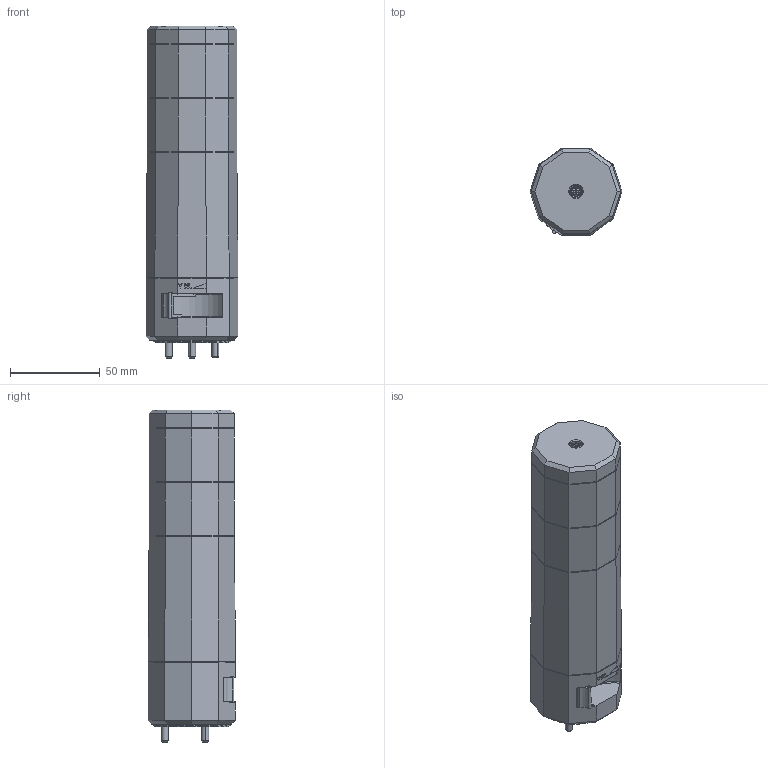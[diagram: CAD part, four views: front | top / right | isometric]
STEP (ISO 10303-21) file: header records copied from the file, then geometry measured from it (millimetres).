
FILE_DESCRIPTION((''),'2;1');
FILE_NAME('NLA50DC-2B6DZ SERIES.stp','2023-12-26T13:28:55',(''),(''),'Mechanical Desktop 2011','Mechanical Desktop 2011',', , ');
FILE_SCHEMA(('CONFIG_CONTROL_DESIGN'));
Length unit declared in the file: millimetre
Products named in the file (1): Product
Bounding box: 51.22 x 49.01 x 185 mm (x, y, z)
Volume: 315830.3 mm3; surface area: 56763.2 mm2
Topology: 21 solids, 21 shells, 632 faces, 1573 edges, 1009 vertices
Faces by surface type: plane 391, cylinder 120, bspline 71, cone 40, torus 6, sphere 4
Entity records: 20242 total; most frequent: CARTESIAN_POINT 5266, ORIENTED_EDGE 3142, DIRECTION 3005, EDGE_CURVE 1571, VECTOR 1037, LINE 1037, VERTEX_POINT 1009, AXIS2_PLACEMENT_3D 984
